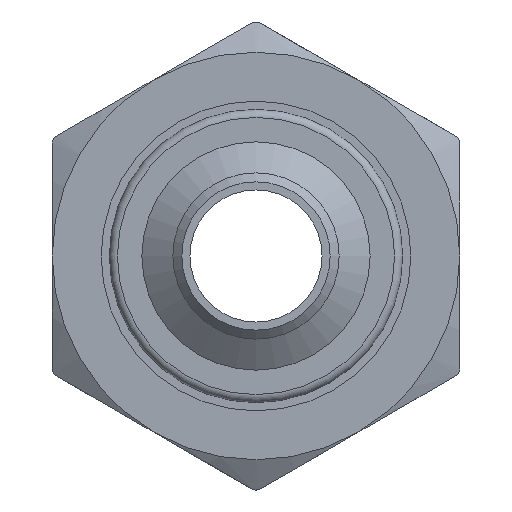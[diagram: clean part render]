
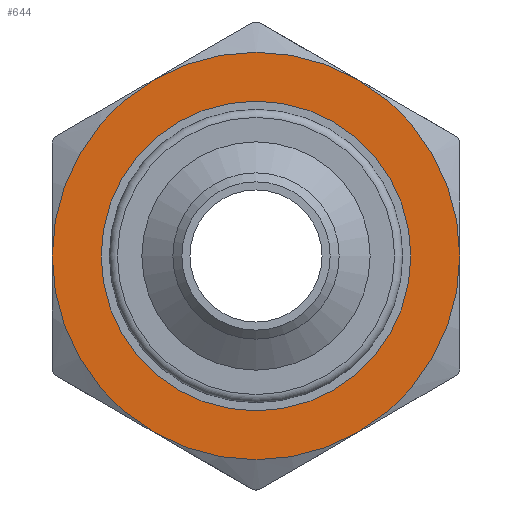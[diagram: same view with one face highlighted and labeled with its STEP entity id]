
A CAD part, front view. The second image highlights one B-rep face of the part: STEP entity #644.
In plain terms, the highlighted planar face has unit normal (0, -1, 0).
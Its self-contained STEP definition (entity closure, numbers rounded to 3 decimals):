
#36=FACE_BOUND('',#243,.T.);
#49=PLANE('',#727);
#52=CIRCLE('',#651,12.5);
#53=CIRCLE('',#655,12.5);
#54=CIRCLE('',#659,12.5);
#55=CIRCLE('',#663,12.5);
#56=CIRCLE('',#667,12.5);
#74=CIRCLE('',#701,12.5);
#80=CIRCLE('',#713,9.5);
#174=FACE_OUTER_BOUND('',#242,.T.);
#242=EDGE_LOOP('',(#572,#573,#574,#575,#576,#577));
#243=EDGE_LOOP('',(#578));
#287=VERTEX_POINT('',#935);
#288=VERTEX_POINT('',#939);
#293=VERTEX_POINT('',#972);
#299=VERTEX_POINT('',#1019);
#305=VERTEX_POINT('',#1063);
#311=VERTEX_POINT('',#1107);
#335=VERTEX_POINT('',#1227);
#346=EDGE_CURVE('',#288,#287,#52,.T.);
#358=EDGE_CURVE('',#293,#288,#53,.T.);
#367=EDGE_CURVE('',#299,#293,#54,.T.);
#376=EDGE_CURVE('',#305,#299,#55,.T.);
#385=EDGE_CURVE('',#311,#305,#56,.T.);
#410=EDGE_CURVE('',#287,#311,#74,.T.);
#417=EDGE_CURVE('',#335,#335,#80,.T.);
#572=ORIENTED_EDGE('',*,*,#367,.T.);
#573=ORIENTED_EDGE('',*,*,#358,.T.);
#574=ORIENTED_EDGE('',*,*,#346,.T.);
#575=ORIENTED_EDGE('',*,*,#410,.T.);
#576=ORIENTED_EDGE('',*,*,#385,.T.);
#577=ORIENTED_EDGE('',*,*,#376,.T.);
#578=ORIENTED_EDGE('',*,*,#417,.T.);
#644=ADVANCED_FACE('',(#174,#36),#49,.T.);
#651=AXIS2_PLACEMENT_3D('',#940,#738,#739);
#655=AXIS2_PLACEMENT_3D('',#993,#749,#750);
#659=AXIS2_PLACEMENT_3D('',#1037,#759,#760);
#663=AXIS2_PLACEMENT_3D('',#1081,#769,#770);
#667=AXIS2_PLACEMENT_3D('',#1125,#779,#780);
#701=AXIS2_PLACEMENT_3D('',#1207,#848,#849);
#713=AXIS2_PLACEMENT_3D('',#1228,#872,#873);
#727=AXIS2_PLACEMENT_3D('',#1247,#900,#901);
#738=DIRECTION('center_axis',(0.,-1.,0.));
#739=DIRECTION('ref_axis',(1.,0.,0.));
#749=DIRECTION('center_axis',(0.,-1.,0.));
#750=DIRECTION('ref_axis',(1.,0.,0.));
#759=DIRECTION('center_axis',(0.,-1.,0.));
#760=DIRECTION('ref_axis',(1.,0.,0.));
#769=DIRECTION('center_axis',(0.,-1.,0.));
#770=DIRECTION('ref_axis',(1.,0.,0.));
#779=DIRECTION('center_axis',(0.,-1.,0.));
#780=DIRECTION('ref_axis',(1.,0.,0.));
#848=DIRECTION('center_axis',(0.,-1.,0.));
#849=DIRECTION('ref_axis',(1.,0.,0.));
#872=DIRECTION('center_axis',(0.,1.,0.));
#873=DIRECTION('ref_axis',(1.,0.,0.));
#900=DIRECTION('center_axis',(0.,-1.,0.));
#901=DIRECTION('ref_axis',(0.,0.,-1.));
#935=CARTESIAN_POINT('',(12.5,-6.1,0.));
#939=CARTESIAN_POINT('',(6.25,-6.1,-10.825));
#940=CARTESIAN_POINT('Origin',(0.,-6.1,0.));
#972=CARTESIAN_POINT('',(-6.25,-6.1,-10.825));
#993=CARTESIAN_POINT('Origin',(0.,-6.1,0.));
#1019=CARTESIAN_POINT('',(-12.5,-6.1,0.));
#1037=CARTESIAN_POINT('Origin',(0.,-6.1,0.));
#1063=CARTESIAN_POINT('',(-6.25,-6.1,10.825));
#1081=CARTESIAN_POINT('Origin',(0.,-6.1,0.));
#1107=CARTESIAN_POINT('',(6.25,-6.1,10.825));
#1125=CARTESIAN_POINT('Origin',(0.,-6.1,0.));
#1207=CARTESIAN_POINT('Origin',(0.,-6.1,0.));
#1227=CARTESIAN_POINT('',(-9.5,-6.1,0.));
#1228=CARTESIAN_POINT('Origin',(0.,-6.1,0.));
#1247=CARTESIAN_POINT('Origin',(0.,-6.1,0.));
